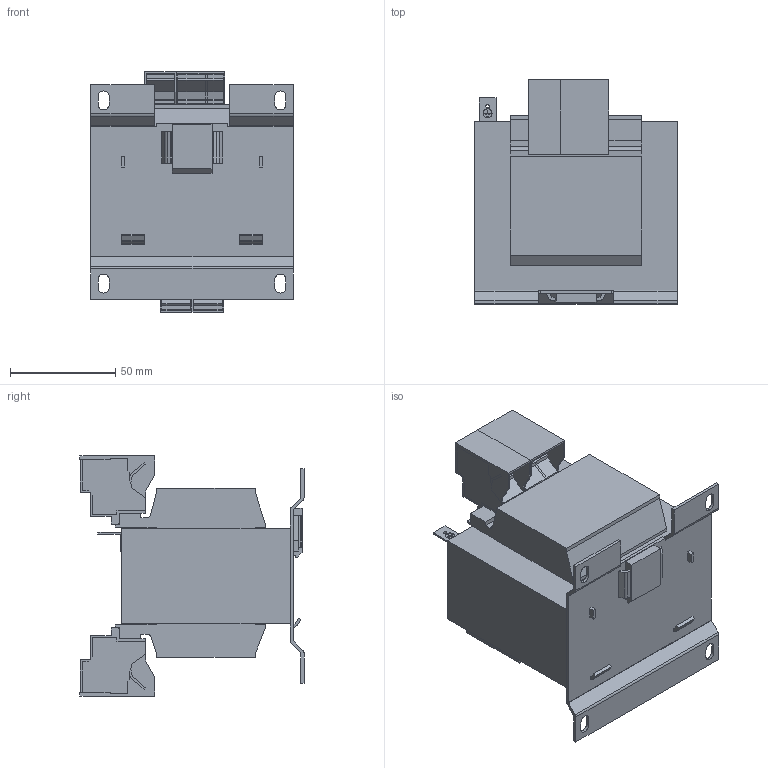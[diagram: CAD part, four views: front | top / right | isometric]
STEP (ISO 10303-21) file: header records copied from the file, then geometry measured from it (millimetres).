
FILE_DESCRIPTION (( 'STEP AP214' ), '1' );
FILE_NAME ('190167.STEP', '2023-05-08T07:32:00', ( '' ), ( '' ), 'SwSTEP 2.0', 'SolidWorks 2018', '' );
FILE_SCHEMA (( 'AUTOMOTIVE_DESIGN' ));
Length unit declared in the file: millimetre
Products named in the file (1): 190167
Bounding box: 96 x 106.42 x 114.2 mm (x, y, z)
Volume: 537419.7 mm3; surface area: 74587.2 mm2
Topology: 1 solids, 1 shells, 471 faces, 1353 edges, 900 vertices
Faces by surface type: plane 391, cylinder 80
Entity records: 15309 total; most frequent: CARTESIAN_POINT 2725, ORIENTED_EDGE 2706, DIRECTION 2457, EDGE_CURVE 1353, LINE 1193, VECTOR 1193, VERTEX_POINT 900, AXIS2_PLACEMENT_3D 632
